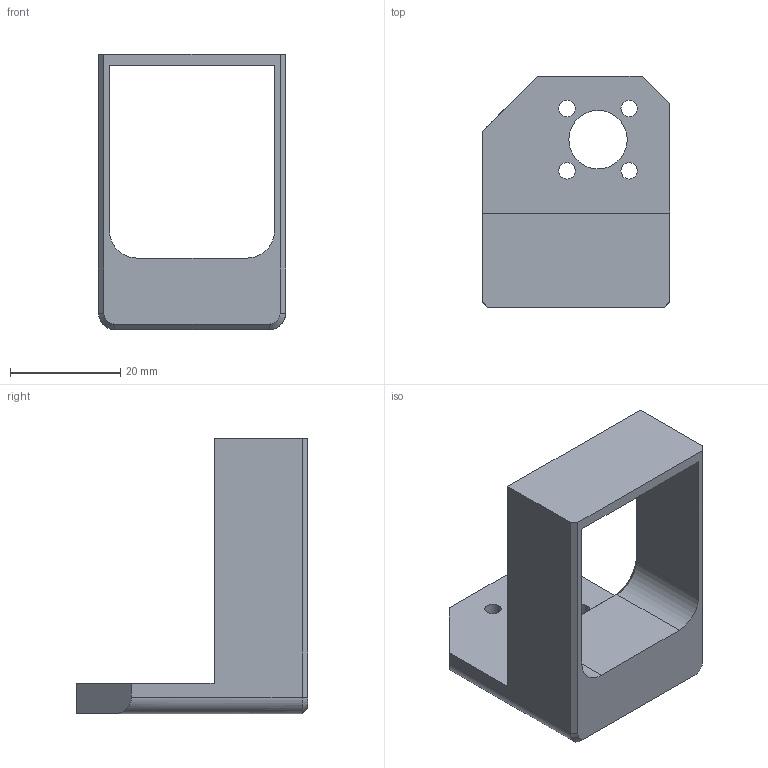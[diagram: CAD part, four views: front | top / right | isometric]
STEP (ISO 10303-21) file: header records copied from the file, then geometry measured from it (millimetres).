
FILE_DESCRIPTION (( 'STEP AP203' ), '1' );
FILE_NAME ('koszyk na ziemie.STEP', '2025-04-11T09:10:28', ( '' ), ( '' ), 'SwSTEP 2.0', 'SolidWorks 2024', '' );
FILE_SCHEMA (( 'CONFIG_CONTROL_DESIGN' ));
Length unit declared in the file: millimetre
Products named in the file (1): koszyk na ziemie
Bounding box: 34 x 42 x 50 mm (x, y, z)
Volume: 14657.7 mm3; surface area: 8025.9 mm2
Topology: 1 solids, 1 shells, 39 faces, 101 edges, 64 vertices
Faces by surface type: plane 21, cylinder 14, cone 4
Entity records: 1286 total; most frequent: CARTESIAN_POINT 211, DIRECTION 209, ORIENTED_EDGE 202, EDGE_CURVE 101, AXIS2_PLACEMENT_3D 70, VECTOR 69, LINE 69, VERTEX_POINT 64
